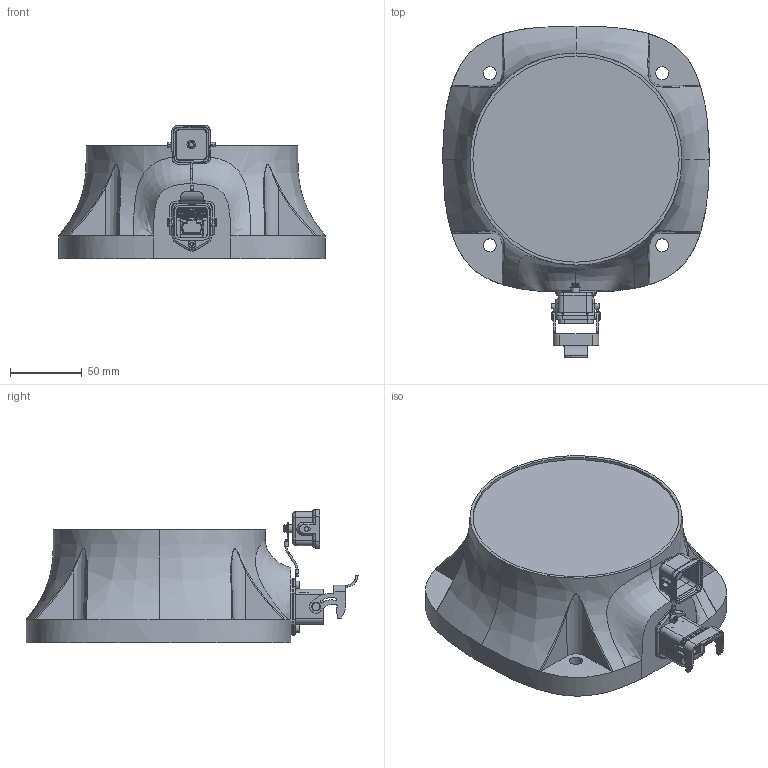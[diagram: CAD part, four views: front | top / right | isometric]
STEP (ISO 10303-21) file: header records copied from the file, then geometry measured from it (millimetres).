
FILE_DESCRIPTION(/* description */ (''),/* implementation_level */ '2;1');
FILE_NAME(/* name */ '_CR00_ASM_1_ASM.step',/* time_stamp */ '2023-10-31T13:38:50+11:00',/* author */ (''),/* organization */ (''),/* preprocessor_version */ 'ST-DEVELOPER v20',/* originating_system */ 'Autodesk Translation Framework v12.14.0.127',/* authorisation */ '');
FILE_SCHEMA (('AUTOMOTIVE_DESIGN { 1 0 10303 214 3 1 1 }'));
Products named in the file (21): _CR00_ASM_1_ASM; NONE-34145_1; NONE-36023_1; NONE-37397_1; NONE-81708_1; NONE-82398_1; NONE-82664_1; NONE-83120_1; NONE-83819_1; NONE-84057_1; NONE-127921_1; NONE-128385_1; NONE-128841_1; NONE-129290_1; NONE-129511_1; NONE-130207_1; NONE-130442_1; NONE-130686_1; NONE-131129_1; NONE-131594_1; NONE-131812_1
Assembly tree (20 placements, depth 2):
  _CR00_ASM_1_ASM
    NONE-34145_1
    NONE-36023_1
    NONE-37397_1
    NONE-81708_1
    NONE-82398_1
    NONE-82664_1
    NONE-83120_1
    NONE-83819_1
    NONE-84057_1
    NONE-127921_1
    NONE-128385_1
    NONE-128841_1
    NONE-129290_1
    NONE-129511_1
    NONE-130207_1
    NONE-130442_1
    NONE-130686_1
    NONE-131129_1
    NONE-131594_1
    NONE-131812_1
Bounding box: 186 x 231.79 x 93.37 mm (x, y, z)
Volume: 1826610.2 mm3; surface area: 169637.7 mm2
Topology: 20 solids, 22 shells, 1450 faces, 3660 edges, 2336 vertices
Faces by surface type: plane 950, cylinder 327, cone 99, bspline 48, torus 26
Full cylindrical faces by diameter (mm): 0.591 x1, 0.95 x1, 1.05 x1, 1.5 x4, 2.05 x2, 2.15 x2, 2.4 x1, 2.5 x3, 2.6 x2, 3 x5, 3.2 x3, 3.5 x2, 4 x5, 4.1 x1, 4.5 x4, 4.8 x2, 5 x2, 5.5 x2, 6 x3, 7 x1, 8 x5, 9 x4, 144 x1, 148.5 x1, 151.5 x1
Entity records: 54655 total; most frequent: CARTESIAN_POINT 19127, ORIENTED_EDGE 7308, DIRECTION 7104, EDGE_CURVE 3654, LINE 2632, VECTOR 2632, VERTEX_POINT 2336, AXIS2_PLACEMENT_3D 2236
